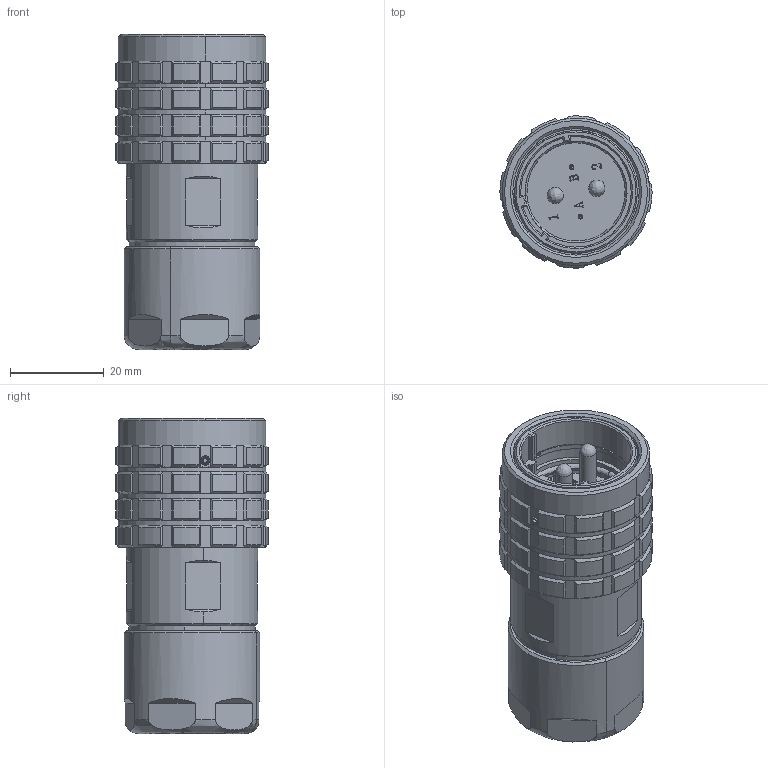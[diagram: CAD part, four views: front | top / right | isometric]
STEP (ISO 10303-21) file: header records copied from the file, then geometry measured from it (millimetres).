
FILE_DESCRIPTION (( 'STEP AP203' ), '1' );
FILE_NAME ('YG982-2郋脣芛蚾饜.STEP', '2017-10-10T02:34:31', ( 'admin' ), ( ' ' ), 'SwSTEP 2.0', 'SolidWorks 2012', '' );
FILE_SCHEMA (( 'CONFIG_CONTROL_DESIGN' ));
Length unit declared in the file: millimetre
Products named in the file (1): YG982-2郋脣芛蚾饜
Bounding box: 32.49 x 32.49 x 67.31 mm (x, y, z)
Volume: 38247 mm3; surface area: 23469.4 mm2
Topology: 12 solids, 15 shells, 948 faces, 2598 edges, 1658 vertices
Faces by surface type: plane 439, cylinder 263, cone 168, bspline 74, torus 4
Entity records: 33237 total; most frequent: CARTESIAN_POINT 10099, ORIENTED_EDGE 5140, DIRECTION 4492, EDGE_CURVE 2570, AXIS2_PLACEMENT_3D 1711, VERTEX_POINT 1658, LINE 1070, VECTOR 1070
